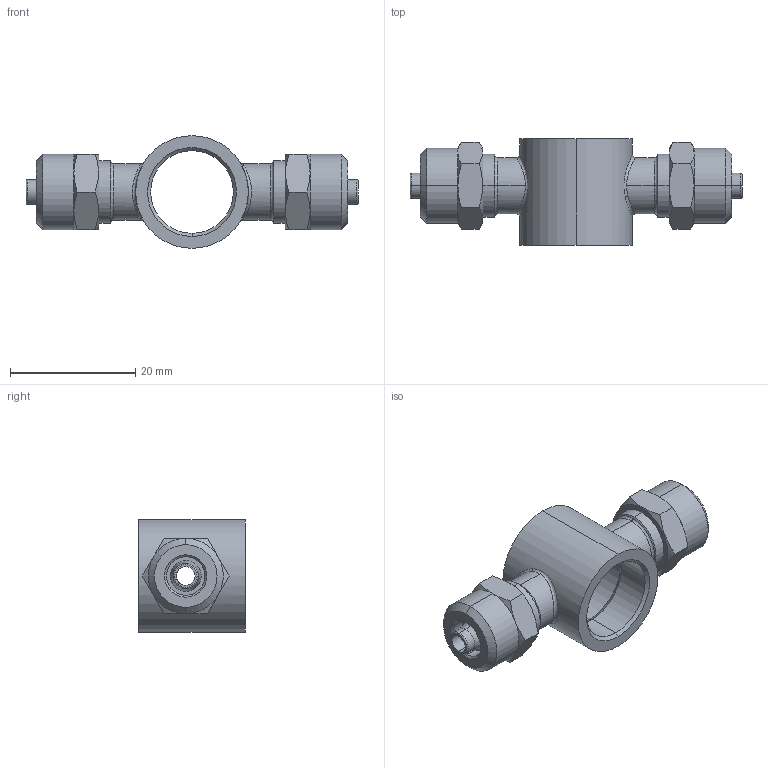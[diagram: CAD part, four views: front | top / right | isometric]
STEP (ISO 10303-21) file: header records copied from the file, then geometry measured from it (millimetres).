
FILE_DESCRIPTION (( 'STEP AP203' ), '1' );
FILE_NAME ('02140032.STEP', '2011-09-30T09:47:33', ( 'Flavio' ), ( '' ), 'SwSTEP 2.0', 'SolidWorks 2011', '' );
FILE_SCHEMA (( 'CONFIG_CONTROL_DESIGN' ));
Length unit declared in the file: millimetre
Products named in the file (1): 02140032
Bounding box: 53 x 17 x 18 mm (x, y, z)
Volume: 4714.8 mm3; surface area: 3721.5 mm2
Topology: 1 solids, 1 shells, 106 faces, 232 edges, 136 vertices
Faces by surface type: cone 40, cylinder 32, plane 22, torus 8, bspline 4
Entity records: 3905 total; most frequent: CARTESIAN_POINT 1547, DIRECTION 486, ORIENTED_EDGE 464, EDGE_CURVE 232, AXIS2_PLACEMENT_3D 207, VERTEX_POINT 136, EDGE_LOOP 120, FACE_OUTER_BOUND 106
